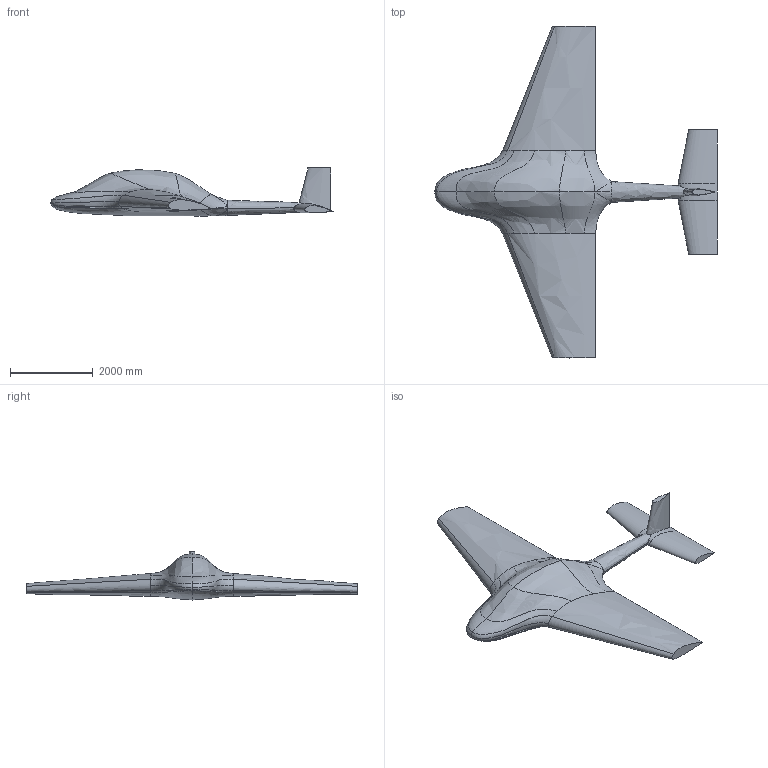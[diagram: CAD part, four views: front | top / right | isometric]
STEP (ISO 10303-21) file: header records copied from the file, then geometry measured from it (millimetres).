
FILE_DESCRIPTION(('STEP AP214'),'1');
FILE_NAME('conceptual_design_v1.0.stp','2022-04-28T17:10:15',(' '),(' '),'Spatial InterOp 3D',' ',' ');
FILE_SCHEMA(('AUTOMOTIVE_DESIGN { 1 0 10303 214 1 1 1 1 }'));
Length unit declared in the file: metre
Products named in the file (1): Solid
Bounding box: 6799.27 x 8000 x 1157.91 mm (x, y, z)
Volume: 7531475799.4 mm3; surface area: 45914235 mm2
Topology: 1 solids, 1 shells, 58 faces, 166 edges, 106 vertices
Faces by surface type: bspline 55, plane 3
Entity records: 40323 total; most frequent: CARTESIAN_POINT 39111, ORIENTED_EDGE 324, EDGE_CURVE 162, B_SPLINE_CURVE_WITH_KNOTS 138, VERTEX_POINT 106, ADVANCED_FACE 58, FACE_OUTER_BOUND 58, EDGE_LOOP 58
